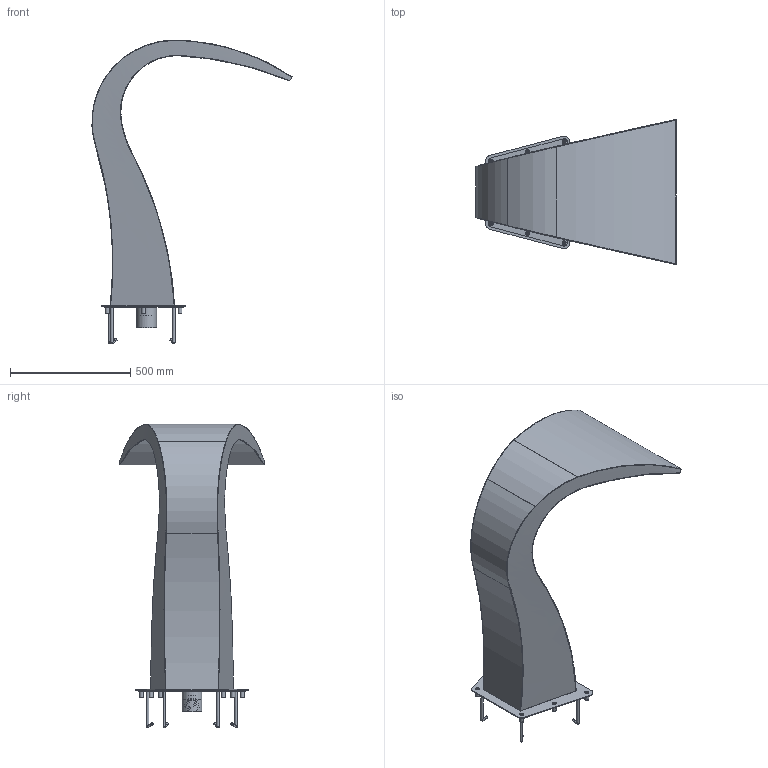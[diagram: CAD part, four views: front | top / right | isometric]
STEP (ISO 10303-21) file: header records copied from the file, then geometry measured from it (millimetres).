
FILE_DESCRIPTION(('STEP AP214'), '1');
FILE_NAME('Ð01-23 Âîäîïàä Ðóñàëêà 600', '2025-05-13T13:03:33', ('Runwill'), (''), 'C3D Converter', 'C3D Toolkit', '');
FILE_SCHEMA(('AUTOMOTIVE_DESIGN { 1 0 10303 214 3 1 1}'));
Length unit declared in the file: millimetre
Assembly tree (16 placements, depth 3):
  (unnamed)
    (unnamed)
    (unnamed)
      (unnamed)  x7
    (unnamed)  x7
Bounding box: 832.62 x 600 x 1264.4 mm (x, y, z)
Volume: 3606853.5 mm3; surface area: 4192708 mm2
Topology: 24 solids, 25 shells, 292 faces, 666 edges, 414 vertices
Faces by surface type: plane 116, cylinder 104, cone 37, torus 24, bspline 7, extrusion 4
Full cylindrical faces by diameter (mm): 8 x15, 8.376 x7, 9 x7, 10 x8, 11.2 x7, 15.24 x7, 16 x7, 69.5 x1, 76 x3, 78 x1, 82.3 x1
Entity records: 15331 total; most frequent: CARTESIAN_POINT 11184, DIRECTION 710, ORIENTED_EDGE 662, EDGE_CURVE 333, AXIS2_PLACEMENT_3D 291, EDGE_LOOP 264, VERTEX_POINT 248, FACE_BOUND 178
